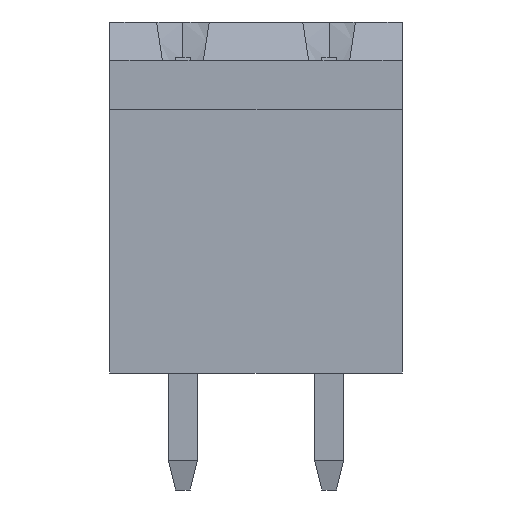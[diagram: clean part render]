
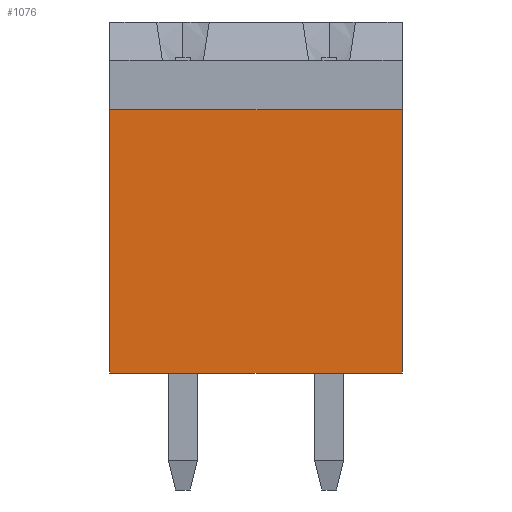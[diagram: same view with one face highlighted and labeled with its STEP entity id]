
A CAD part, front view. The second image highlights one B-rep face of the part: STEP entity #1076.
In plain terms, the highlighted planar face has unit normal (0, -1, 0).
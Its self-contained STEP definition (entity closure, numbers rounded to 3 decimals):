
#1051 = VERTEX_POINT('',#1052);
#1052 = CARTESIAN_POINT('',(-5.,-3.95,9.19));
#1058 = EDGE_CURVE('',#1051,#1059,#1061,.T.);
#1059 = VERTEX_POINT('',#1060);
#1060 = CARTESIAN_POINT('',(5.,-3.95,9.19));
#1061 = LINE('',#1062,#1063);
#1062 = CARTESIAN_POINT('',(-5.,-3.95,9.19));
#1063 = VECTOR('',#1064,1.);
#1064 = DIRECTION('',(1.,0.,0.));
#1076 = ADVANCED_FACE('',(#1077),#1102,.F.);
#1077 = FACE_BOUND('',#1078,.T.);
#1078 = EDGE_LOOP('',(#1079,#1080,#1088,#1096));
#1079 = ORIENTED_EDGE('',*,*,#1058,.F.);
#1080 = ORIENTED_EDGE('',*,*,#1081,.F.);
#1081 = EDGE_CURVE('',#1082,#1051,#1084,.T.);
#1082 = VERTEX_POINT('',#1083);
#1083 = CARTESIAN_POINT('',(-5.,-3.95,0.19));
#1084 = LINE('',#1085,#1086);
#1085 = CARTESIAN_POINT('',(-5.,-3.95,9.19));
#1086 = VECTOR('',#1087,1.);
#1087 = DIRECTION('',(0.,0.,1.));
#1088 = ORIENTED_EDGE('',*,*,#1089,.F.);
#1089 = EDGE_CURVE('',#1090,#1082,#1092,.T.);
#1090 = VERTEX_POINT('',#1091);
#1091 = CARTESIAN_POINT('',(5.,-3.95,0.19));
#1092 = LINE('',#1093,#1094);
#1093 = CARTESIAN_POINT('',(5.,-3.95,0.19));
#1094 = VECTOR('',#1095,1.);
#1095 = DIRECTION('',(-1.,0.,0.));
#1096 = ORIENTED_EDGE('',*,*,#1097,.F.);
#1097 = EDGE_CURVE('',#1059,#1090,#1098,.T.);
#1098 = LINE('',#1099,#1100);
#1099 = CARTESIAN_POINT('',(5.,-3.95,9.19));
#1100 = VECTOR('',#1101,1.);
#1101 = DIRECTION('',(0.,0.,-1.));
#1102 = PLANE('',#1103);
#1103 = AXIS2_PLACEMENT_3D('',#1104,#1105,#1106);
#1104 = CARTESIAN_POINT('',(-15.,-3.95,9.19));
#1105 = DIRECTION('',(0.,1.,0.));
#1106 = DIRECTION('',(0.,0.,-1.));
